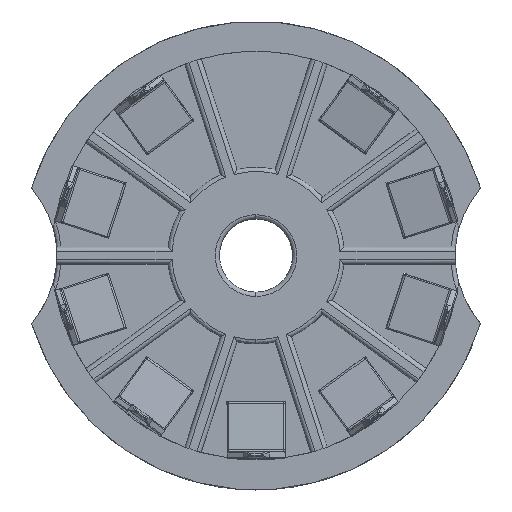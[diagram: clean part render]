
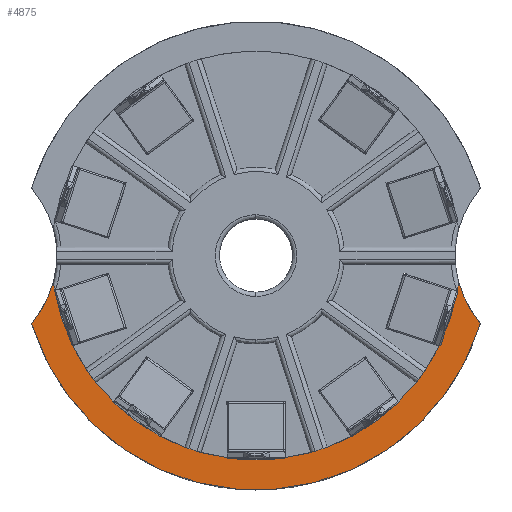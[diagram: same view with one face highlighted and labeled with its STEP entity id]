
A CAD part, front view. The second image highlights one B-rep face of the part: STEP entity #4875.
In plain terms, the highlighted planar face has unit normal (0, -1, 0).
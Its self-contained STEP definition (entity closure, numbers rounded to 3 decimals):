
#197 = AXIS2_PLACEMENT_3D ( 'NONE', #13721, #2962, #15532 ) ;
#450 = B_SPLINE_CURVE_WITH_KNOTS ( 'NONE', 5,
 ( #3731, #21751, #16818, #15095, #11334, #7781, #13208, #18608 ),
 .UNSPECIFIED., .F., .F.,
 ( 6, 2, 6 ),
 ( 0., 0., 0. ),
 .UNSPECIFIED. ) ;
#996 = VERTEX_POINT ( 'NONE', #18345 ) ;
#1314 = VERTEX_POINT ( 'NONE', #19187 ) ;
#1826 = EDGE_CURVE ( 'NONE', #996, #16724, #450, .T. ) ;
#2741 = CIRCLE ( 'NONE', #197, 4.74 ) ;
#2962 = DIRECTION ( 'NONE',  ( 0., -1., 0. ) ) ;
#3360 = CARTESIAN_POINT ( 'NONE',  ( -10.414, 5.64, -3.218 ) ) ;
#3604 = CARTESIAN_POINT ( 'NONE',  ( -10.42, 5.64, -3.116 ) ) ;
#3731 = CARTESIAN_POINT ( 'NONE',  ( 10.408, 5.64, -3.237 ) ) ;
#3832 = FACE_OUTER_BOUND ( 'NONE', #10984, .T. ) ;
#4102 = VERTEX_POINT ( 'NONE', #7954 ) ;
#4602 = AXIS2_PLACEMENT_3D ( 'NONE', #18859, #4760, #22671 ) ;
#4760 = DIRECTION ( 'NONE',  ( 0., 1., 0. ) ) ;
#4875 = ADVANCED_FACE ( 'NONE', ( #3832 ), #12852, .T. ) ;
#5556 = AXIS2_PLACEMENT_3D ( 'NONE', #19739, #17770, #14352 ) ;
#5969 = ORIENTED_EDGE ( 'NONE', *, *, #8676, .T. ) ;
#7590 = CARTESIAN_POINT ( 'NONE',  ( -10.548, 5.64, -1.166 ) ) ;
#7780 = DIRECTION ( 'NONE',  ( 0., -1., 0. ) ) ;
#7781 = CARTESIAN_POINT ( 'NONE',  ( 10.396, 5.64, -3.078 ) ) ;
#7954 = CARTESIAN_POINT ( 'NONE',  ( -10.371, 5.64, -3.049 ) ) ;
#8489 = CARTESIAN_POINT ( 'NONE',  ( -10.408, 5.64, -3.237 ) ) ;
#8676 = EDGE_CURVE ( 'NONE', #14750, #1314, #8979, .T. ) ;
#8783 = ORIENTED_EDGE ( 'NONE', *, *, #10822, .F. ) ;
#8820 = CARTESIAN_POINT ( 'NONE',  ( -10.408, 5.64, -3.237 ) ) ;
#8979 = CIRCLE ( 'NONE', #4602, 9.5 ) ;
#9459 = DIRECTION ( 'NONE',  ( 0., 0., -1. ) ) ;
#9575 = DIRECTION ( 'NONE',  ( 0., 0., -1. ) ) ;
#10492 = CARTESIAN_POINT ( 'NONE',  ( -10.383, 5.64, -3.064 ) ) ;
#10822 = EDGE_CURVE ( 'NONE', #4102, #1314, #22059, .T. ) ;
#10984 = EDGE_LOOP ( 'NONE', ( #21202, #18931, #5969, #8783, #14720, #13064 ) ) ;
#11334 = CARTESIAN_POINT ( 'NONE',  ( 10.42, 5.64, -3.116 ) ) ;
#11569 = AXIS2_PLACEMENT_3D ( 'NONE', #7590, #14677, #9459 ) ;
#11924 = AXIS2_PLACEMENT_3D ( 'NONE', #13206, #7780, #9575 ) ;
#12266 = CARTESIAN_POINT ( 'NONE',  ( 9.421, 5.64, -1.224 ) ) ;
#12852 = PLANE ( 'NONE',  #11569 ) ;
#13064 = ORIENTED_EDGE ( 'NONE', *, *, #18875, .T. ) ;
#13206 = CARTESIAN_POINT ( 'NONE',  ( -14., 5.64, 0. ) ) ;
#13208 = CARTESIAN_POINT ( 'NONE',  ( 10.383, 5.64, -3.064 ) ) ;
#13721 = CARTESIAN_POINT ( 'NONE',  ( 14., 5.64, 0. ) ) ;
#14027 = CARTESIAN_POINT ( 'NONE',  ( -10.371, 5.64, -3.049 ) ) ;
#14102 = CARTESIAN_POINT ( 'NONE',  ( -10.396, 5.64, -3.078 ) ) ;
#14352 = DIRECTION ( 'NONE',  ( 1., 0., 0. ) ) ;
#14677 = DIRECTION ( 'NONE',  ( 0., -1., 0. ) ) ;
#14720 = ORIENTED_EDGE ( 'NONE', *, *, #20607, .T. ) ;
#14750 = VERTEX_POINT ( 'NONE', #12266 ) ;
#15095 = CARTESIAN_POINT ( 'NONE',  ( 10.428, 5.64, -3.156 ) ) ;
#15532 = DIRECTION ( 'NONE',  ( 0., 0., -1. ) ) ;
#16137 = CIRCLE ( 'NONE', #5556, 10.9 ) ;
#16724 = VERTEX_POINT ( 'NONE', #18314 ) ;
#16818 = CARTESIAN_POINT ( 'NONE',  ( 10.42, 5.64, -3.199 ) ) ;
#17620 = CARTESIAN_POINT ( 'NONE',  ( -10.428, 5.64, -3.156 ) ) ;
#17770 = DIRECTION ( 'NONE',  ( 0., -1., 0. ) ) ;
#18314 = CARTESIAN_POINT ( 'NONE',  ( 10.371, 5.64, -3.049 ) ) ;
#18345 = CARTESIAN_POINT ( 'NONE',  ( 10.408, 5.64, -3.237 ) ) ;
#18608 = CARTESIAN_POINT ( 'NONE',  ( 10.371, 5.64, -3.049 ) ) ;
#18859 = CARTESIAN_POINT ( 'NONE',  ( 0., 5.64, 0. ) ) ;
#18875 = EDGE_CURVE ( 'NONE', #20028, #996, #16137, .T. ) ;
#18931 = ORIENTED_EDGE ( 'NONE', *, *, #21438, .F. ) ;
#19187 = CARTESIAN_POINT ( 'NONE',  ( -9.421, 5.64, -1.224 ) ) ;
#19594 = CARTESIAN_POINT ( 'NONE',  ( -10.42, 5.64, -3.199 ) ) ;
#19739 = CARTESIAN_POINT ( 'NONE',  ( 0., 5.64, 0. ) ) ;
#20028 = VERTEX_POINT ( 'NONE', #8489 ) ;
#20183 = B_SPLINE_CURVE_WITH_KNOTS ( 'NONE', 5,
 ( #14027, #10492, #14102, #3604, #17620, #19594, #3360, #8820 ),
 .UNSPECIFIED., .F., .F.,
 ( 6, 2, 6 ),
 ( 0., 0., 0. ),
 .UNSPECIFIED. ) ;
#20607 = EDGE_CURVE ( 'NONE', #4102, #20028, #20183, .T. ) ;
#21202 = ORIENTED_EDGE ( 'NONE', *, *, #1826, .T. ) ;
#21438 = EDGE_CURVE ( 'NONE', #14750, #16724, #2741, .T. ) ;
#21751 = CARTESIAN_POINT ( 'NONE',  ( 10.414, 5.64, -3.218 ) ) ;
#22059 = CIRCLE ( 'NONE', #11924, 4.74 ) ;
#22671 = DIRECTION ( 'NONE',  ( 0., 0., 1. ) ) ;
